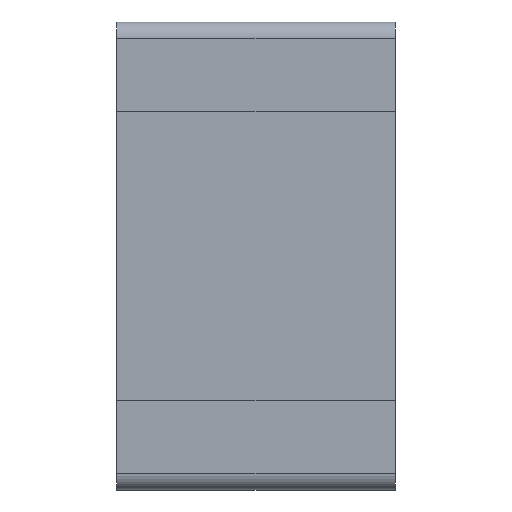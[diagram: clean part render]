
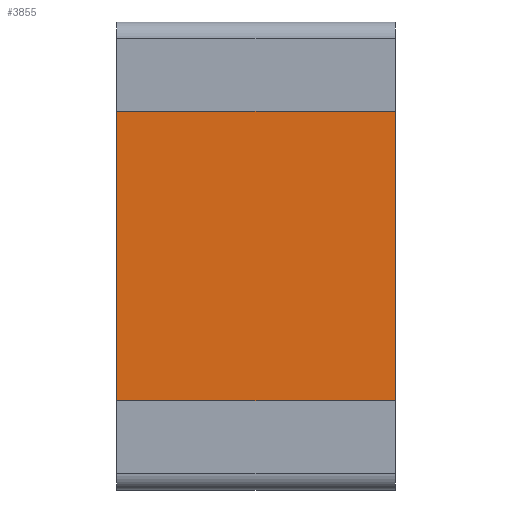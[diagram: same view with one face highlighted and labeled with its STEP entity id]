
A CAD part, front view. The second image highlights one B-rep face of the part: STEP entity #3855.
In plain terms, the highlighted planar face has unit normal (0, -1, 0).
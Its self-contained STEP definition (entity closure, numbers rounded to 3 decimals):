
#279 = DIRECTION ( 'NONE',  ( -1., 0., 0. ) ) ;
#304 = EDGE_CURVE ( 'NONE', #4031, #2582, #5966, .T. ) ;
#305 = EDGE_LOOP ( 'NONE', ( #5857, #1687, #3080, #5893 ) ) ;
#472 = VECTOR ( 'NONE', #279, 1000. ) ;
#491 = EDGE_CURVE ( 'NONE', #2378, #2582, #4139, .T. ) ;
#972 = VECTOR ( 'NONE', #3106, 1000. ) ;
#1214 = CARTESIAN_POINT ( 'NONE',  ( 0.625, 0.05, 1. ) ) ;
#1347 = VERTEX_POINT ( 'NONE', #1214 ) ;
#1687 = ORIENTED_EDGE ( 'NONE', *, *, #304, .F. ) ;
#1739 = FACE_OUTER_BOUND ( 'NONE', #305, .T. ) ;
#2181 = VECTOR ( 'NONE', #3005, 1000. ) ;
#2378 = VERTEX_POINT ( 'NONE', #4046 ) ;
#2522 = CARTESIAN_POINT ( 'NONE',  ( 0.625, 0.05, 1. ) ) ;
#2582 = VERTEX_POINT ( 'NONE', #5806 ) ;
#2621 = CARTESIAN_POINT ( 'NONE',  ( 0.625, 0.05, -1. ) ) ;
#2703 = AXIS2_PLACEMENT_3D ( 'NONE', #2522, #3491, #3027 ) ;
#3005 = DIRECTION ( 'NONE',  ( 0., 0., -1. ) ) ;
#3027 = DIRECTION ( 'NONE',  ( 0., 0., 1. ) ) ;
#3080 = ORIENTED_EDGE ( 'NONE', *, *, #4731, .F. ) ;
#3106 = DIRECTION ( 'NONE',  ( 0., 0., -1. ) ) ;
#3117 = LINE ( 'NONE', #3429, #2181 ) ;
#3150 = VECTOR ( 'NONE', #3870, 1000. ) ;
#3429 = CARTESIAN_POINT ( 'NONE',  ( 0.625, 0.05, 1. ) ) ;
#3491 = DIRECTION ( 'NONE',  ( 0., 1., 0. ) ) ;
#3819 = EDGE_CURVE ( 'NONE', #1347, #2378, #4383, .T. ) ;
#3855 = ADVANCED_FACE ( 'NONE', ( #1739 ), #4838, .F. ) ;
#3870 = DIRECTION ( 'NONE',  ( -1., 0., 0. ) ) ;
#4031 = VERTEX_POINT ( 'NONE', #6063 ) ;
#4046 = CARTESIAN_POINT ( 'NONE',  ( -0.625, 0.05, 1. ) ) ;
#4139 = LINE ( 'NONE', #5593, #972 ) ;
#4256 = CARTESIAN_POINT ( 'NONE',  ( 0.625, 0.05, 1. ) ) ;
#4383 = LINE ( 'NONE', #4256, #3150 ) ;
#4731 = EDGE_CURVE ( 'NONE', #1347, #4031, #3117, .T. ) ;
#4838 = PLANE ( 'NONE',  #2703 ) ;
#5593 = CARTESIAN_POINT ( 'NONE',  ( -0.625, 0.05, 1. ) ) ;
#5806 = CARTESIAN_POINT ( 'NONE',  ( -0.625, 0.05, -1. ) ) ;
#5857 = ORIENTED_EDGE ( 'NONE', *, *, #491, .T. ) ;
#5893 = ORIENTED_EDGE ( 'NONE', *, *, #3819, .T. ) ;
#5966 = LINE ( 'NONE', #2621, #472 ) ;
#6063 = CARTESIAN_POINT ( 'NONE',  ( 0.625, 0.05, -1. ) ) ;
